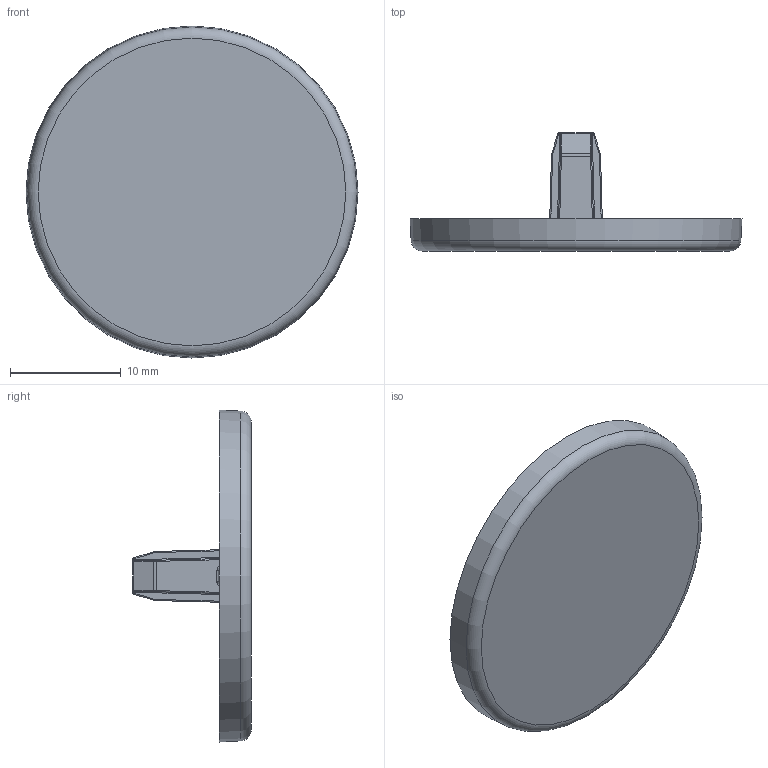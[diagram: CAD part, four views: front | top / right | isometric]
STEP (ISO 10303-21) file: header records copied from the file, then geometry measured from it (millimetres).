
FILE_DESCRIPTION(/* description */ ('KriTec Abdeckkappe 6 D30, grau ähnlich RAL 7042'),/* implementation_level */ '2;1');
FILE_NAME(/* name */ '22106_KriTec_Abdeckkappe_6_D30_grau_aehnlich_RAL_7042.stp',/* time_stamp */ '2021-04-15T09:33:50+02:00',/* author */ ('jendrek'),/* organization */ (''),/* preprocessor_version */ 'ST-DEVELOPER v17',/* originating_system */ 'Autodesk Inventor 2018',/* authorisation */ '');
FILE_SCHEMA (('AUTOMOTIVE_DESIGN { 1 0 10303 214 3 1 1 }'));
Length unit declared in the file: millimetre
Products named in the file (1): 22106
Bounding box: 30 x 10.7 x 30 mm (x, y, z)
Volume: 1464.2 mm3; surface area: 1942.7 mm2
Topology: 1 solids, 1 shells, 159 faces, 369 edges, 199 vertices
Faces by surface type: bspline 50, cylinder 50, plane 27, sphere 16, torus 9, cone 7
Entity records: 6075 total; most frequent: CARTESIAN_POINT 2730, ORIENTED_EDGE 706, DIRECTION 697, EDGE_CURVE 353, AXIS2_PLACEMENT_3D 295, VERTEX_POINT 199, EDGE_LOOP 162, CIRCLE 161
